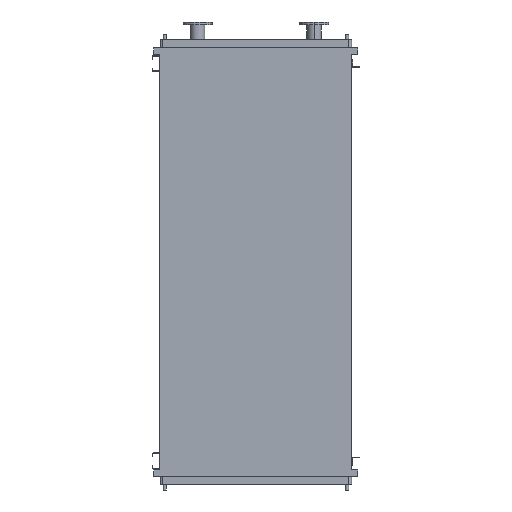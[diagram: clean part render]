
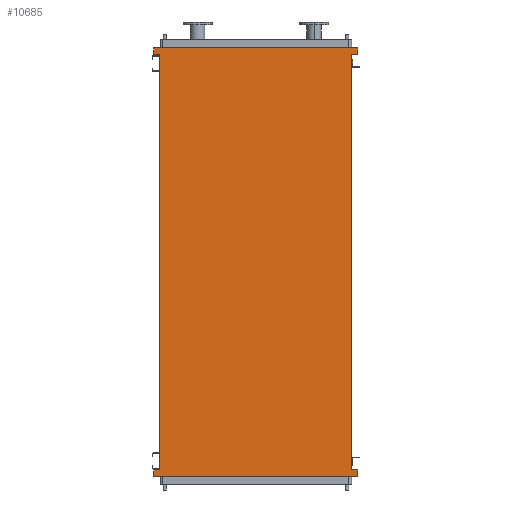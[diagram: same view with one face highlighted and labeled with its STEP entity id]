
A CAD part, front view. The second image highlights one B-rep face of the part: STEP entity #10685.
In plain terms, the highlighted planar face has unit normal (0, -1, 0).
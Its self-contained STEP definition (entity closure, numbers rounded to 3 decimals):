
#147 = CARTESIAN_POINT ( 'NONE',  ( -771., 0., -3145. ) ) ;
#169 = CARTESIAN_POINT ( 'NONE',  ( -725., 0., -3050. ) ) ;
#241 = VECTOR ( 'NONE', #5024, 1000. ) ;
#308 = DIRECTION ( 'NONE',  ( -1., 0., 0. ) ) ;
#370 = LINE ( 'NONE', #1389, #7667 ) ;
#508 = DIRECTION ( 'NONE',  ( -1., 0., 0. ) ) ;
#675 = ORIENTED_EDGE ( 'NONE', *, *, #3223, .T. ) ;
#731 = EDGE_CURVE ( 'NONE', #3037, #4143, #7265, .T. ) ;
#745 = ORIENTED_EDGE ( 'NONE', *, *, #2697, .F. ) ;
#823 = EDGE_CURVE ( 'NONE', #6302, #2013, #1558, .T. ) ;
#993 = CARTESIAN_POINT ( 'NONE',  ( 771., 0., 95. ) ) ;
#1127 = LINE ( 'NONE', #6869, #11145 ) ;
#1154 = ORIENTED_EDGE ( 'NONE', *, *, #731, .F. ) ;
#1194 = PLANE ( 'NONE',  #1297 ) ;
#1297 = AXIS2_PLACEMENT_3D ( 'NONE', #169, #10920, #8036 ) ;
#1312 = EDGE_CURVE ( 'NONE', #9967, #5957, #12211, .T. ) ;
#1389 = CARTESIAN_POINT ( 'NONE',  ( 771., 0., -3145. ) ) ;
#1470 = ORIENTED_EDGE ( 'NONE', *, *, #5818, .F. ) ;
#1518 = VERTEX_POINT ( 'NONE', #5860 ) ;
#1558 = LINE ( 'NONE', #7567, #7058 ) ;
#1617 = ORIENTED_EDGE ( 'NONE', *, *, #2748, .F. ) ;
#1742 = EDGE_CURVE ( 'NONE', #1518, #6547, #370, .T. ) ;
#1765 = EDGE_LOOP ( 'NONE', ( #675, #745, #1154, #1617, #1470, #4076, #8396, #7592, #1821, #8041, #9777, #4836 ) ) ;
#1821 = ORIENTED_EDGE ( 'NONE', *, *, #5740, .F. ) ;
#1948 = EDGE_CURVE ( 'NONE', #3054, #6302, #1127, .T. ) ;
#2013 = VERTEX_POINT ( 'NONE', #2837 ) ;
#2296 = CARTESIAN_POINT ( 'NONE',  ( 725., 0., -3093. ) ) ;
#2697 = EDGE_CURVE ( 'NONE', #4143, #4668, #3928, .T. ) ;
#2748 = EDGE_CURVE ( 'NONE', #9417, #3037, #8679, .T. ) ;
#2837 = CARTESIAN_POINT ( 'NONE',  ( -725., 0., 43. ) ) ;
#2938 = VECTOR ( 'NONE', #5364, 1000. ) ;
#3037 = VERTEX_POINT ( 'NONE', #9680 ) ;
#3054 = VERTEX_POINT ( 'NONE', #8844 ) ;
#3223 = EDGE_CURVE ( 'NONE', #9967, #4668, #4638, .T. ) ;
#3551 = VECTOR ( 'NONE', #508, 1000. ) ;
#3636 = CARTESIAN_POINT ( 'NONE',  ( 771., 0., -3093. ) ) ;
#3717 = VECTOR ( 'NONE', #8795, 1000. ) ;
#3927 = DIRECTION ( 'NONE',  ( 1., 0., 0. ) ) ;
#3928 = LINE ( 'NONE', #4767, #241 ) ;
#3960 = LINE ( 'NONE', #4461, #3551 ) ;
#4076 = ORIENTED_EDGE ( 'NONE', *, *, #6261, .F. ) ;
#4143 = VERTEX_POINT ( 'NONE', #12649 ) ;
#4252 = CARTESIAN_POINT ( 'NONE',  ( 771., 0., 43. ) ) ;
#4402 = VECTOR ( 'NONE', #11172, 1000. ) ;
#4461 = CARTESIAN_POINT ( 'NONE',  ( -771., 0., 43. ) ) ;
#4475 = CARTESIAN_POINT ( 'NONE',  ( -771., 0., 95. ) ) ;
#4638 = LINE ( 'NONE', #10401, #6564 ) ;
#4668 = VERTEX_POINT ( 'NONE', #6856 ) ;
#4767 = CARTESIAN_POINT ( 'NONE',  ( 725., 0., 43. ) ) ;
#4836 = ORIENTED_EDGE ( 'NONE', *, *, #1312, .F. ) ;
#5002 = CARTESIAN_POINT ( 'NONE',  ( -771., 0., -3145. ) ) ;
#5024 = DIRECTION ( 'NONE',  ( -1., 0., 0. ) ) ;
#5364 = DIRECTION ( 'NONE',  ( 1., 0., 0. ) ) ;
#5740 = EDGE_CURVE ( 'NONE', #6547, #3054, #5948, .T. ) ;
#5818 = EDGE_CURVE ( 'NONE', #10217, #9417, #10194, .T. ) ;
#5860 = CARTESIAN_POINT ( 'NONE',  ( 771., 0., -3145. ) ) ;
#5915 = FACE_OUTER_BOUND ( 'NONE', #1765, .T. ) ;
#5948 = LINE ( 'NONE', #5002, #11916 ) ;
#5957 = VERTEX_POINT ( 'NONE', #7737 ) ;
#6056 = CARTESIAN_POINT ( 'NONE',  ( -771., 0., 43. ) ) ;
#6261 = EDGE_CURVE ( 'NONE', #2013, #10217, #3960, .T. ) ;
#6302 = VERTEX_POINT ( 'NONE', #6320 ) ;
#6320 = CARTESIAN_POINT ( 'NONE',  ( -725., 0., -3093. ) ) ;
#6547 = VERTEX_POINT ( 'NONE', #147 ) ;
#6564 = VECTOR ( 'NONE', #8542, 1000. ) ;
#6856 = CARTESIAN_POINT ( 'NONE',  ( 725., 0., 43. ) ) ;
#6869 = CARTESIAN_POINT ( 'NONE',  ( -771., 0., -3093. ) ) ;
#7058 = VECTOR ( 'NONE', #9370, 1000. ) ;
#7265 = LINE ( 'NONE', #4252, #4402 ) ;
#7535 = DIRECTION ( 'NONE',  ( 0., 0., -1. ) ) ;
#7567 = CARTESIAN_POINT ( 'NONE',  ( -725., 0., -3050. ) ) ;
#7592 = ORIENTED_EDGE ( 'NONE', *, *, #1948, .F. ) ;
#7667 = VECTOR ( 'NONE', #308, 1000. ) ;
#7737 = CARTESIAN_POINT ( 'NONE',  ( 771., 0., -3093. ) ) ;
#8036 = DIRECTION ( 'NONE',  ( 0., 0., -1. ) ) ;
#8041 = ORIENTED_EDGE ( 'NONE', *, *, #1742, .F. ) ;
#8396 = ORIENTED_EDGE ( 'NONE', *, *, #823, .F. ) ;
#8542 = DIRECTION ( 'NONE',  ( 0., 0., 1. ) ) ;
#8679 = LINE ( 'NONE', #993, #3717 ) ;
#8795 = DIRECTION ( 'NONE',  ( 1., 0., 0. ) ) ;
#8844 = CARTESIAN_POINT ( 'NONE',  ( -771., 0., -3093. ) ) ;
#9201 = CARTESIAN_POINT ( 'NONE',  ( -771., 0., 95. ) ) ;
#9370 = DIRECTION ( 'NONE',  ( 0., 0., 1. ) ) ;
#9417 = VERTEX_POINT ( 'NONE', #9201 ) ;
#9534 = CARTESIAN_POINT ( 'NONE',  ( 725., 0., -3093. ) ) ;
#9680 = CARTESIAN_POINT ( 'NONE',  ( 771., 0., 95. ) ) ;
#9777 = ORIENTED_EDGE ( 'NONE', *, *, #10096, .F. ) ;
#9867 = DIRECTION ( 'NONE',  ( 0., 0., 1. ) ) ;
#9967 = VERTEX_POINT ( 'NONE', #9534 ) ;
#10096 = EDGE_CURVE ( 'NONE', #5957, #1518, #12398, .T. ) ;
#10194 = LINE ( 'NONE', #4475, #10501 ) ;
#10217 = VERTEX_POINT ( 'NONE', #6056 ) ;
#10401 = CARTESIAN_POINT ( 'NONE',  ( 725., 0., -3050. ) ) ;
#10501 = VECTOR ( 'NONE', #12276, 1000. ) ;
#10685 = ADVANCED_FACE ( 'NONE', ( #5915 ), #1194, .T. ) ;
#10920 = DIRECTION ( 'NONE',  ( 0., -1., 0. ) ) ;
#11145 = VECTOR ( 'NONE', #3927, 1000. ) ;
#11172 = DIRECTION ( 'NONE',  ( 0., 0., -1. ) ) ;
#11916 = VECTOR ( 'NONE', #9867, 1000. ) ;
#12137 = VECTOR ( 'NONE', #7535, 1000. ) ;
#12211 = LINE ( 'NONE', #2296, #2938 ) ;
#12276 = DIRECTION ( 'NONE',  ( 0., 0., 1. ) ) ;
#12398 = LINE ( 'NONE', #3636, #12137 ) ;
#12649 = CARTESIAN_POINT ( 'NONE',  ( 771., 0., 43. ) ) ;
